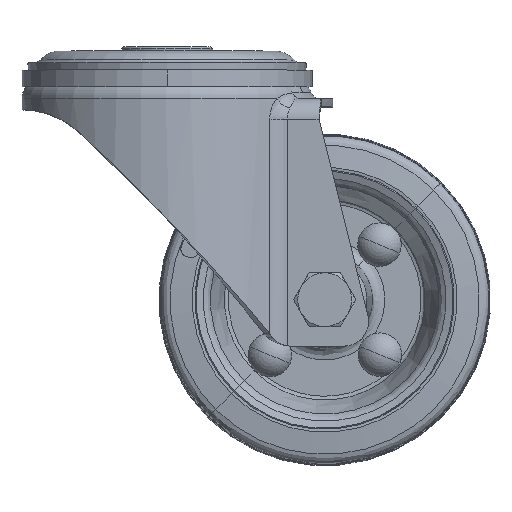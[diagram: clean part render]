
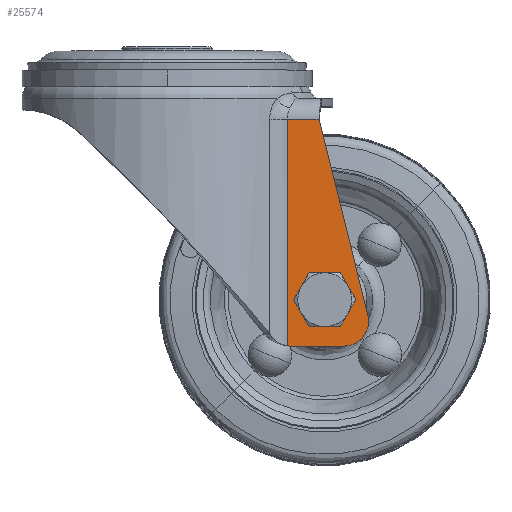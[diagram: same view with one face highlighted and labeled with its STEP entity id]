
A CAD part, top view. The second image highlights one B-rep face of the part: STEP entity #25574.
In plain terms, the highlighted planar face has unit normal (0, 0, 1).
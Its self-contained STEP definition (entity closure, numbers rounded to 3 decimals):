
#283 = VERTEX_POINT ( 'NONE', #734 ) ;
#734 = CARTESIAN_POINT ( 'NONE',  ( 42.1, -61., 23. ) ) ;
#746 = CARTESIAN_POINT ( 'NONE',  ( 28.983, -72.113, 23. ) ) ;
#906 = B_SPLINE_CURVE_WITH_KNOTS ( 'NONE', 3,
 ( #13605, #7491, #4938, #18016 ),
 .UNSPECIFIED., .F., .F.,
 ( 4, 4 ),
 ( 0., 1. ),
 .UNSPECIFIED. ) ;
#1179 = CARTESIAN_POINT ( 'NONE',  ( 114., -12.5, 23. ) ) ;
#1839 = CIRCLE ( 'NONE', #21340, 4.1 ) ;
#2264 = AXIS2_PLACEMENT_3D ( 'NONE', #10837, #4291, #6416 ) ;
#2388 = CARTESIAN_POINT ( 'NONE',  ( 28.983, -72.113, 23. ) ) ;
#2473 = EDGE_CURVE ( 'NONE', #23893, #16000, #12688, .T. ) ;
#2810 = ORIENTED_EDGE ( 'NONE', *, *, #27918, .F. ) ;
#2930 = CARTESIAN_POINT ( 'NONE',  ( 28.983, -53.909, 23. ) ) ;
#3274 = ORIENTED_EDGE ( 'NONE', *, *, #12853, .F. ) ;
#3834 = CARTESIAN_POINT ( 'NONE',  ( 38., -61., 23. ) ) ;
#4275 = DIRECTION ( 'NONE',  ( 1., 0., 0. ) ) ;
#4291 = DIRECTION ( 'NONE',  ( 0., 0., -1. ) ) ;
#4437 = FACE_OUTER_BOUND ( 'NONE', #15945, .T. ) ;
#4539 = CIRCLE ( 'NONE', #11826, 4.1 ) ;
#4646 = VERTEX_POINT ( 'NONE', #21420 ) ;
#4800 = ORIENTED_EDGE ( 'NONE', *, *, #24365, .F. ) ;
#4938 = CARTESIAN_POINT ( 'NONE',  ( 34.086, -17.5, 23. ) ) ;
#5777 = EDGE_CURVE ( 'NONE', #4646, #15599, #906, .T. ) ;
#6353 = CIRCLE ( 'NONE', #15883, 6. ) ;
#6416 = DIRECTION ( 'NONE',  ( 0., -1., 0. ) ) ;
#6447 = CARTESIAN_POINT ( 'NONE',  ( 36.638, -17.5, 23. ) ) ;
#6568 = FACE_BOUND ( 'NONE', #21920, .T. ) ;
#6943 = DIRECTION ( 'NONE',  ( 0., 0., -1. ) ) ;
#7491 = CARTESIAN_POINT ( 'NONE',  ( 31.534, -17.5, 23. ) ) ;
#7566 = AXIS2_PLACEMENT_3D ( 'NONE', #1179, #15963, #26711 ) ;
#7611 = CARTESIAN_POINT ( 'NONE',  ( 36.638, -17.5, 23. ) ) ;
#7951 = DIRECTION ( 'NONE',  ( -1., 0., 0. ) ) ;
#8510 = ORIENTED_EDGE ( 'NONE', *, *, #12280, .F. ) ;
#8912 = B_SPLINE_CURVE_WITH_KNOTS ( 'NONE', 3,
 ( #2388, #2930, #19853, #11591 ),
 .UNSPECIFIED., .F., .F.,
 ( 4, 4 ),
 ( 0., 1. ),
 .UNSPECIFIED. ) ;
#9954 = EDGE_CURVE ( 'NONE', #283, #24505, #4539, .T. ) ;
#10127 = EDGE_CURVE ( 'NONE', #24505, #283, #1839, .T. ) ;
#10522 = DIRECTION ( 'NONE',  ( 0., 0., 1. ) ) ;
#10837 = CARTESIAN_POINT ( 'NONE',  ( 30., -66.2, 23. ) ) ;
#11374 = DIRECTION ( 'NONE',  ( 0., 0., 1. ) ) ;
#11591 = CARTESIAN_POINT ( 'NONE',  ( 28.983, -17.5, 23. ) ) ;
#11826 = AXIS2_PLACEMENT_3D ( 'NONE', #23695, #11374, #4275 ) ;
#11959 = CARTESIAN_POINT ( 'NONE',  ( 42.597, -72.2, 23. ) ) ;
#12280 = EDGE_CURVE ( 'NONE', #15599, #25963, #18959, .T. ) ;
#12576 = DIRECTION ( 'NONE',  ( 0.242, -0.97, 0. ) ) ;
#12688 = CIRCLE ( 'NONE', #2264, 6. ) ;
#12853 = EDGE_CURVE ( 'NONE', #25963, #17275, #6353, .T. ) ;
#13112 = PLANE ( 'NONE',  #7566 ) ;
#13605 = CARTESIAN_POINT ( 'NONE',  ( 28.983, -17.5, 23. ) ) ;
#13706 = ORIENTED_EDGE ( 'NONE', *, *, #10127, .F. ) ;
#15382 = VECTOR ( 'NONE', #12576, 1000. ) ;
#15599 = VERTEX_POINT ( 'NONE', #7611 ) ;
#15883 = AXIS2_PLACEMENT_3D ( 'NONE', #21568, #6943, #25942 ) ;
#15945 = EDGE_LOOP ( 'NONE', ( #4800, #3274, #8510, #21232, #2810, #18534 ) ) ;
#15963 = DIRECTION ( 'NONE',  ( 0., 0., 1. ) ) ;
#16000 = VERTEX_POINT ( 'NONE', #746 ) ;
#17275 = VERTEX_POINT ( 'NONE', #11959 ) ;
#18016 = CARTESIAN_POINT ( 'NONE',  ( 36.638, -17.5, 23. ) ) ;
#18534 = ORIENTED_EDGE ( 'NONE', *, *, #2473, .F. ) ;
#18755 = CARTESIAN_POINT ( 'NONE',  ( 33.9, -61., 23. ) ) ;
#18959 = LINE ( 'NONE', #6447, #15382 ) ;
#19497 = LINE ( 'NONE', #27692, #22364 ) ;
#19853 = CARTESIAN_POINT ( 'NONE',  ( 28.983, -35.704, 23. ) ) ;
#20803 = CARTESIAN_POINT ( 'NONE',  ( 30., -72.2, 23. ) ) ;
#21232 = ORIENTED_EDGE ( 'NONE', *, *, #5777, .F. ) ;
#21340 = AXIS2_PLACEMENT_3D ( 'NONE', #3834, #10522, #7951 ) ;
#21420 = CARTESIAN_POINT ( 'NONE',  ( 28.983, -17.5, 23. ) ) ;
#21568 = CARTESIAN_POINT ( 'NONE',  ( 42.597, -66.2, 23. ) ) ;
#21920 = EDGE_LOOP ( 'NONE', ( #22201, #13706 ) ) ;
#22201 = ORIENTED_EDGE ( 'NONE', *, *, #9954, .F. ) ;
#22364 = VECTOR ( 'NONE', #25673, 1000. ) ;
#23695 = CARTESIAN_POINT ( 'NONE',  ( 38., -61., 23. ) ) ;
#23893 = VERTEX_POINT ( 'NONE', #20803 ) ;
#24365 = EDGE_CURVE ( 'NONE', #17275, #23893, #19497, .T. ) ;
#24505 = VERTEX_POINT ( 'NONE', #18755 ) ;
#25082 = CARTESIAN_POINT ( 'NONE',  ( 48.419, -64.748, 23. ) ) ;
#25574 = ADVANCED_FACE ( 'NONE', ( #6568, #4437 ), #13112, .T. ) ;
#25673 = DIRECTION ( 'NONE',  ( -1., 0., 0. ) ) ;
#25942 = DIRECTION ( 'NONE',  ( 0.97, 0.242, 0. ) ) ;
#25963 = VERTEX_POINT ( 'NONE', #25082 ) ;
#26711 = DIRECTION ( 'NONE',  ( 1., 0., 0. ) ) ;
#27692 = CARTESIAN_POINT ( 'NONE',  ( 42.597, -72.2, 23. ) ) ;
#27918 = EDGE_CURVE ( 'NONE', #16000, #4646, #8912, .T. ) ;
